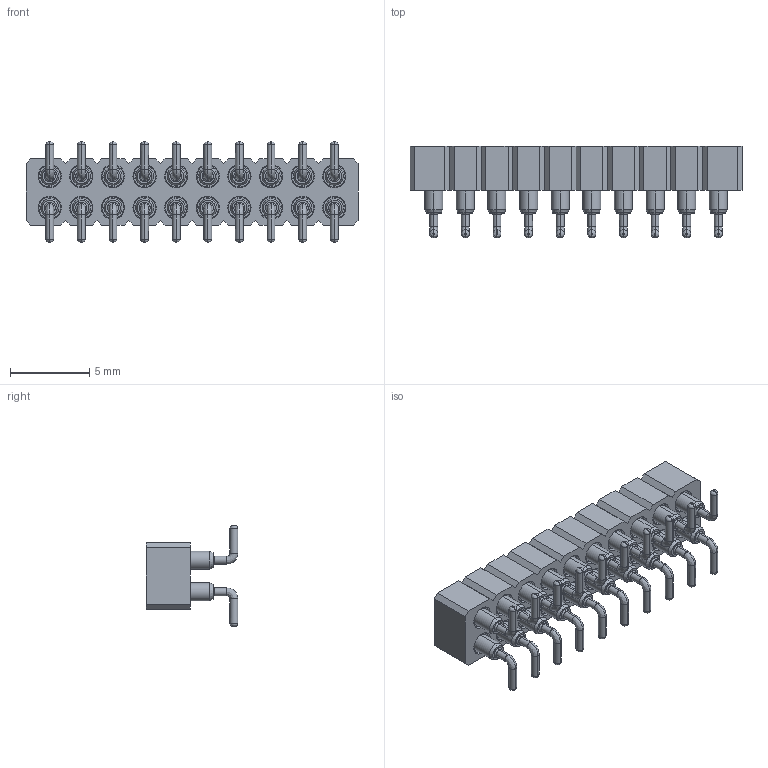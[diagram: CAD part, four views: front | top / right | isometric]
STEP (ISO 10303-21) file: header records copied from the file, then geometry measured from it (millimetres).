
FILE_DESCRIPTION( ('This file contains a STEP AP42 implementation' ,'as created by ZW3D STEP Interface translator.') ,'2;1' );
FILE_NAME( '3522-282XXMXX074X1.stp' ,'231014.152521', (''), ('ZWCAD Software Co.'), 'Version 1.0', 'ZW3D to STEP translator', '' );
FILE_SCHEMA(('AUTOMOTIVE_DESIGN { 1 0 10303 214 1 1 1 1 }'));
Length unit declared in the file: millimetre
Products named in the file (5): 0; 3522-28220MXX074X1; g3522-28220fb01; t3522-074-smt_2; m3520-zhuazi-4_7
Assembly tree (41 placements, depth 2):
  0
  3522-28220MXX074X1
    g3522-28220fb01
    t3522-074-smt_2  x20
    m3520-zhuazi-4_7  x20
Bounding box: 21 x 5.8 x 6.4 mm (x, y, z)
Volume: 218.6 mm3; surface area: 1437.4 mm2
Topology: 41 solids, 61 shells, 1824 faces, 4226 edges, 2484 vertices
Faces by surface type: bspline 760, plane 524, cone 460, cylinder 80
Entity records: 12459 total; most frequent: CARTESIAN_POINT 8323, ORIENTED_EDGE 998, B_SPLINE_CURVE_WITH_KNOTS 499, EDGE_CURVE 499, DIRECTION 400, VERTEX_POINT 318, EDGE_LOOP 235, AXIS2_PLACEMENT_3D 200
